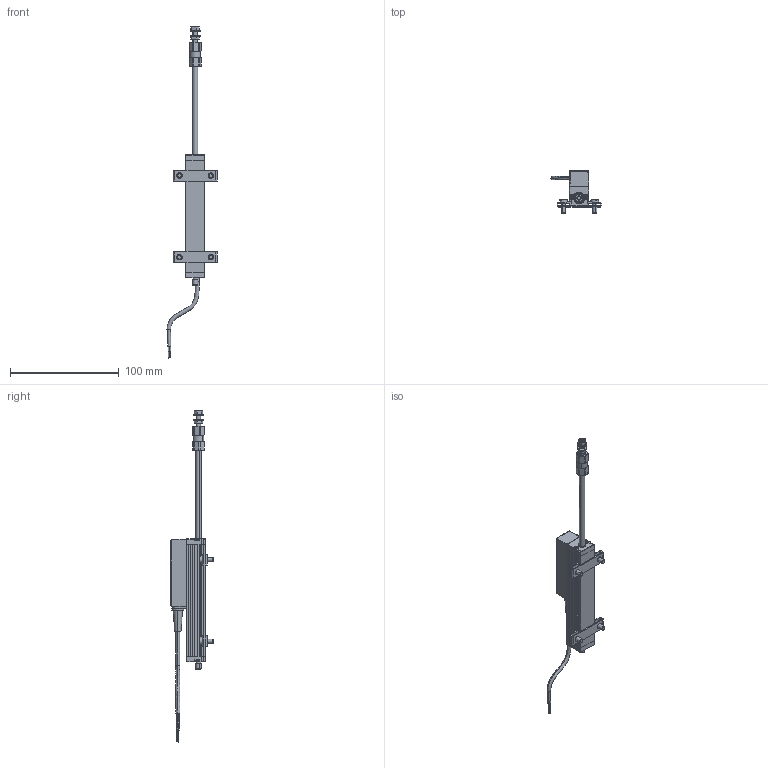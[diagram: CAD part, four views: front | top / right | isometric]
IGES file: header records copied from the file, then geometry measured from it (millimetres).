
Start section: SolidWorks IGES file using analytic representation for surfaces
Global section: file name: LS1-0075-001-cable-extend.igs; native system: SolidWorks 2011; preprocessor: SolidWorks 2011; author: Thiel; date: 120615.074451; units: millimetre
Bounding box: 45.92 x 38.78 x 304.89 mm (x, y, z)
Surface area: 24662.8 mm2 (no closed solid volume)
Topology: 0 solids, 0 shells, 602 faces, 8690 edges, 8682 vertices
Faces by surface type: bspline 307, revolution 295
